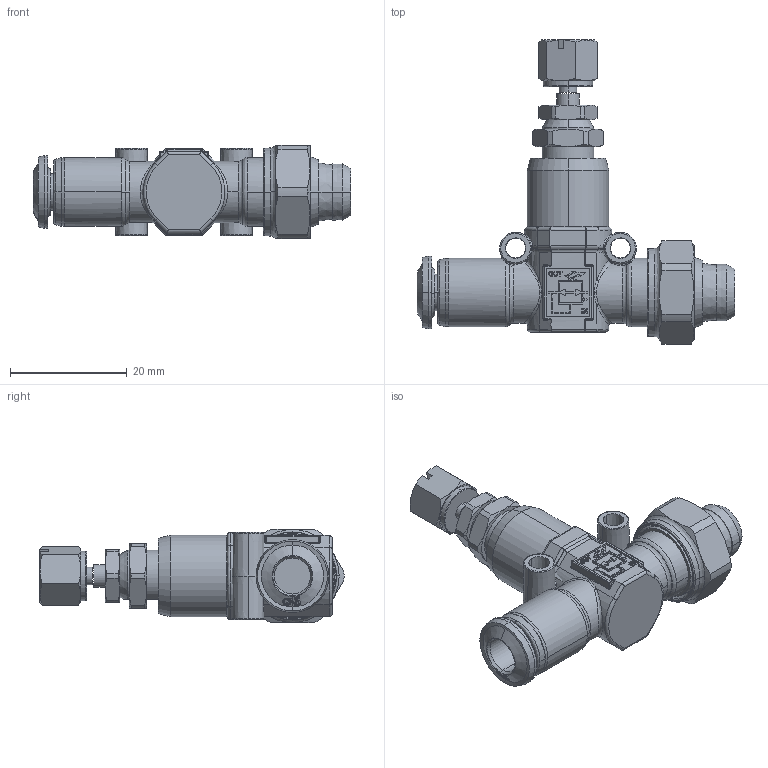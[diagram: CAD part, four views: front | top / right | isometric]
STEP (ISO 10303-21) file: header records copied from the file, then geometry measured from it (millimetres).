
FILE_DESCRIPTION (( 'STEP AP214' ), '1' );
FILE_NAME ('AI-5597_6-G01.STEP', '2018-09-03T08:43:50', ( '' ), ( '' ), 'SwSTEP 2.0', 'SolidWorks 2018', '' );
FILE_SCHEMA (( 'AUTOMOTIVE_DESIGN' ));
Length unit declared in the file: millimetre
Products named in the file (1): AI-5597_6-G01
Bounding box: 54.53 x 52.2 x 16 mm (x, y, z)
Surface area: 6251.5 mm2 (no closed solid volume)
Topology: 0 solids, 12 shells, 614 faces, 1568 edges, 967 vertices
Faces by surface type: plane 221, bspline 162, cone 126, cylinder 105
Entity records: 29553 total; most frequent: CARTESIAN_POINT 14272, ORIENTED_EDGE 2992, DIRECTION 2310, EDGE_CURVE 1550, VERTEX_POINT 967, AXIS2_PLACEMENT_3D 851, EDGE_LOOP 659, FACE_OUTER_BOUND 614
